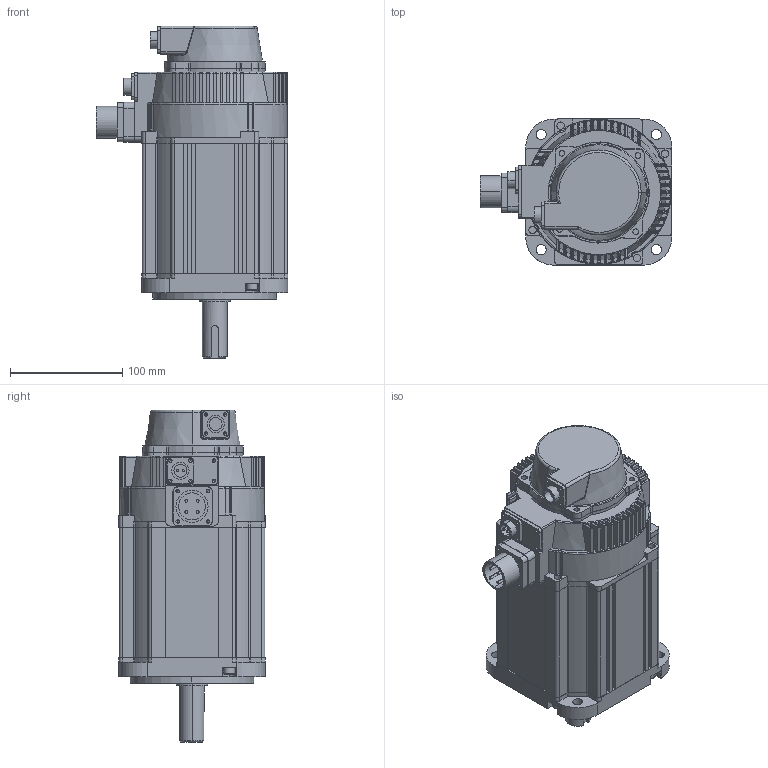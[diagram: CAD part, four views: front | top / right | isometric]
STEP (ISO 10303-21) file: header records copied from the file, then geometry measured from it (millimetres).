
FILE_DESCRIPTION (( 'STEP AP214' ), '1' );
FILE_NAME ('130BST-M14615´ø±§Õ¢L237.STEP', '2021-12-22T02:41:49', ( '' ), ( '' ), 'SwSTEP 2.0', 'SolidWorks 2020', '' );
FILE_SCHEMA (( 'AUTOMOTIVE_DESIGN' ));
Length unit declared in the file: millimetre
Products named in the file (6): 130BST儂旯116; 130BST-M14615湍惕掅L237; 130BST綴裔; hexagon socket head cap screws gb_ M6; 130BSTヶ傷裔堤粣; 130BST綴傷裔02
Assembly tree (8 placements, depth 2):
  130BST-M14615湍惕掅L237
    130BST儂旯116
    130BSTヶ傷裔堤粣
    130BST綴裔
    130BST綴傷裔02
    hexagon socket head cap screws gb_ M6  x4
Bounding box: 170.5 x 130 x 295.5 mm (x, y, z)
Volume: 3032749.3 mm3; surface area: 253973 mm2
Topology: 8 solids, 8 shells, 1030 faces, 2681 edges, 1673 vertices
Faces by surface type: cylinder 412, plane 411, torus 100, cone 91, sphere 8, bspline 8
Entity records: 31055 total; most frequent: CARTESIAN_POINT 7215, DIRECTION 5043, ORIENTED_EDGE 4942, EDGE_CURVE 2471, AXIS2_PLACEMENT_3D 1928, VERTEX_POINT 1574, LINE 1187, VECTOR 1187
